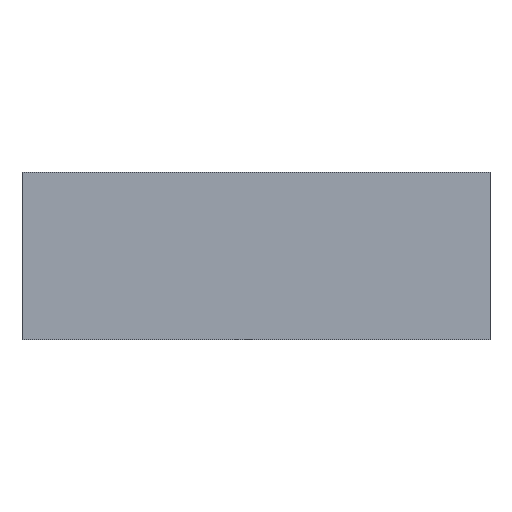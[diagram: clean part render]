
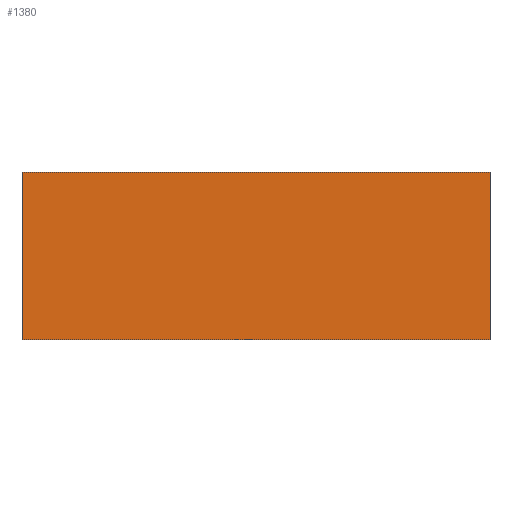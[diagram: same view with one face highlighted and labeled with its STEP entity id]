
A CAD part, left-side view. The second image highlights one B-rep face of the part: STEP entity #1380.
In plain terms, the highlighted planar face has unit normal (-1, 0, 0).
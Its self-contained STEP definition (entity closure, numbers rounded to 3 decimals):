
#131 = CARTESIAN_POINT ( 'NONE',  ( -21., -21., 15. ) ) ;
#198 = EDGE_CURVE ( 'NONE', #1601, #1053, #1650, .T. ) ;
#205 = ORIENTED_EDGE ( 'NONE', *, *, #198, .T. ) ;
#242 = CARTESIAN_POINT ( 'NONE',  ( -21., 21., 0. ) ) ;
#258 = CARTESIAN_POINT ( 'NONE',  ( -21., 21., 15. ) ) ;
#372 = DIRECTION ( 'NONE',  ( 0., -1., 0. ) ) ;
#437 = ORIENTED_EDGE ( 'NONE', *, *, #1287, .F. ) ;
#541 = CARTESIAN_POINT ( 'NONE',  ( -21., 21., 15. ) ) ;
#613 = EDGE_CURVE ( 'NONE', #693, #1053, #700, .T. ) ;
#693 = VERTEX_POINT ( 'NONE', #750 ) ;
#700 = LINE ( 'NONE', #131, #1378 ) ;
#750 = CARTESIAN_POINT ( 'NONE',  ( -21., -21., 15. ) ) ;
#778 = EDGE_CURVE ( 'NONE', #1027, #1601, #783, .T. ) ;
#783 = LINE ( 'NONE', #868, #1705 ) ;
#786 = ORIENTED_EDGE ( 'NONE', *, *, #778, .T. ) ;
#812 = DIRECTION ( 'NONE',  ( 0., -1., 0. ) ) ;
#839 = DIRECTION ( 'NONE',  ( 0., 0., -1. ) ) ;
#868 = CARTESIAN_POINT ( 'NONE',  ( -21., 21., 15. ) ) ;
#957 = LINE ( 'NONE', #258, #1029 ) ;
#1027 = VERTEX_POINT ( 'NONE', #1102 ) ;
#1029 = VECTOR ( 'NONE', #812, 1000. ) ;
#1053 = VERTEX_POINT ( 'NONE', #1309 ) ;
#1102 = CARTESIAN_POINT ( 'NONE',  ( -21., 21., 15. ) ) ;
#1114 = DIRECTION ( 'NONE',  ( 1., 0., 0. ) ) ;
#1141 = FACE_OUTER_BOUND ( 'NONE', #1612, .T. ) ;
#1287 = EDGE_CURVE ( 'NONE', #1027, #693, #957, .T. ) ;
#1309 = CARTESIAN_POINT ( 'NONE',  ( -21., -21., 0. ) ) ;
#1363 = DIRECTION ( 'NONE',  ( 0., 0., -1. ) ) ;
#1378 = VECTOR ( 'NONE', #839, 1000. ) ;
#1380 = ADVANCED_FACE ( 'NONE', ( #1141 ), #1713, .F. ) ;
#1422 = AXIS2_PLACEMENT_3D ( 'NONE', #541, #1114, #1539 ) ;
#1539 = DIRECTION ( 'NONE',  ( 0., 0., -1. ) ) ;
#1584 = VECTOR ( 'NONE', #372, 1000. ) ;
#1601 = VERTEX_POINT ( 'NONE', #1800 ) ;
#1612 = EDGE_LOOP ( 'NONE', ( #205, #1741, #437, #786 ) ) ;
#1650 = LINE ( 'NONE', #242, #1584 ) ;
#1705 = VECTOR ( 'NONE', #1363, 1000. ) ;
#1713 = PLANE ( 'NONE',  #1422 ) ;
#1741 = ORIENTED_EDGE ( 'NONE', *, *, #613, .F. ) ;
#1800 = CARTESIAN_POINT ( 'NONE',  ( -21., 21., 0. ) ) ;
